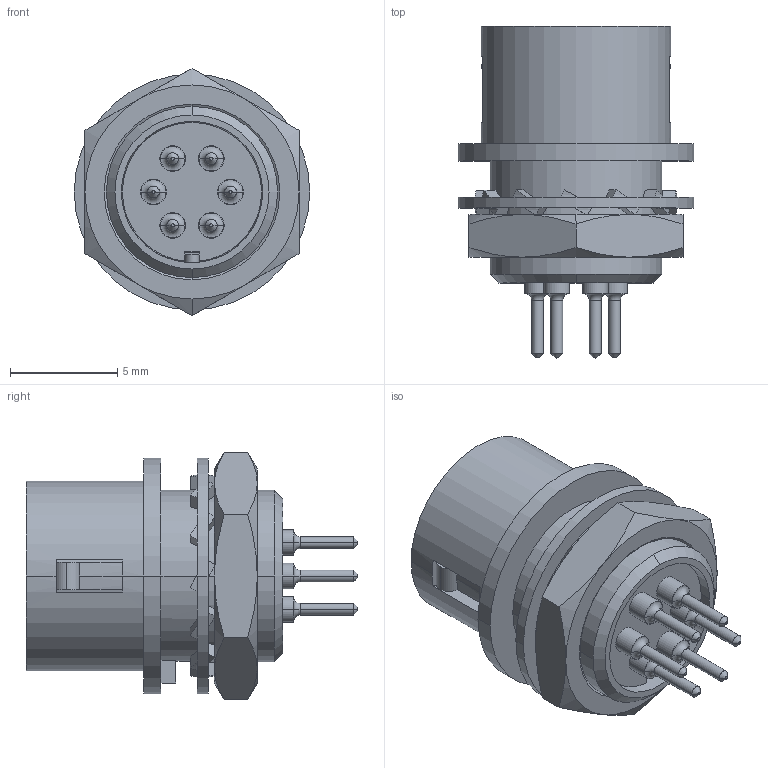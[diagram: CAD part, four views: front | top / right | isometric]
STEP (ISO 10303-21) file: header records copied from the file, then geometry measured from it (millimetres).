
FILE_DESCRIPTION(('CoCreate Modeling STEP Export'),'2;1');
FILE_NAME('HR10-7R-6SA.stp','2014-02-26T14:08:14',(''),(''),'CoCreate Modeling STEP processor for AP214 (Solid Model)','CoCreate Modeling 17.0 01-Apr-2010 (C) Parametric Technology GmbH','');
FILE_SCHEMA(('AUTOMOTIVE_DESIGN { 1 0 10303 214 1 1 1 1 }'));
Length unit declared in the file: millimetre
Products named in the file (1): HR10-7R-6SA
Bounding box: 11 x 15.5 x 11.55 mm (x, y, z)
Volume: 653.9 mm3; surface area: 1291.5 mm2
Topology: 1 solids, 1 shells, 331 faces, 916 edges, 573 vertices
Faces by surface type: cylinder 140, plane 128, cone 51, torus 12
Entity records: 10252 total; most frequent: CARTESIAN_POINT 2388, ORIENTED_EDGE 1832, DIRECTION 1492, EDGE_CURVE 916, AXIS2_PLACEMENT_3D 573, VERTEX_POINT 573, EDGE_LOOP 357, VECTOR 346
